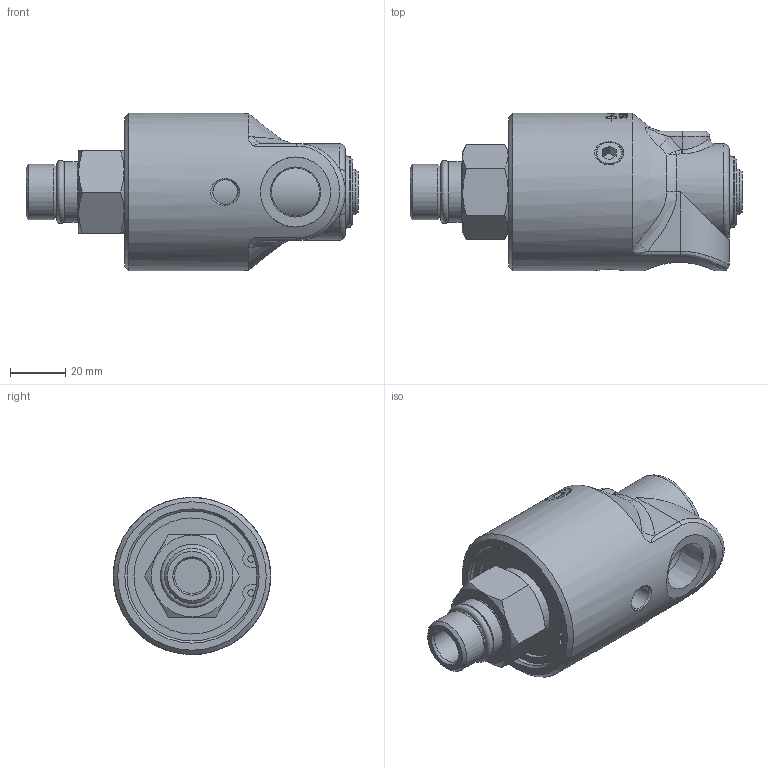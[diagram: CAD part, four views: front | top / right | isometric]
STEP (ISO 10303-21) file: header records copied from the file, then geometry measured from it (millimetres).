
FILE_DESCRIPTION(/* description */ (''),/* implementation_level */ '2;1');
FILE_NAME(/* name */ '157-016-738-IC.stp',/* time_stamp */ '2020-06-08T10:58:36-05:00',/* author */ ('GALINDOLM'),/* organization */ (''),/* preprocessor_version */ 'ST-DEVELOPER v18',/* originating_system */ 'Autodesk Inventor 2020',/* authorisation */ '');
FILE_SCHEMA (('AUTOMOTIVE_DESIGN { 1 0 10303 214 3 1 1 }'));
Length unit declared in the file: millimetre
Products named in the file (1): 157-016-738-IC
Bounding box: 120.37 x 57 x 57 mm (x, y, z)
Volume: 175058.8 mm3; surface area: 26197.7 mm2
Topology: 2 solids, 4 shells, 436 faces, 1148 edges, 761 vertices
Faces by surface type: bspline 219, plane 124, cylinder 63, cone 23, torus 7
Full cylindrical faces by diameter (mm): 2.362 x2, 8.917 x3, 12.7 x1, 17.475 x1, 17.6 x1, 20 x1, 22 x1, 25.4 x2, 27.8 x1, 47.07 x1, 57 x1
Entity records: 21438 total; most frequent: CARTESIAN_POINT 11782, ORIENTED_EDGE 2288, DIRECTION 1361, EDGE_CURVE 1144, VERTEX_POINT 761, EDGE_LOOP 483, AXIS2_PLACEMENT_3D 470, B_SPLINE_CURVE_WITH_KNOTS 455
